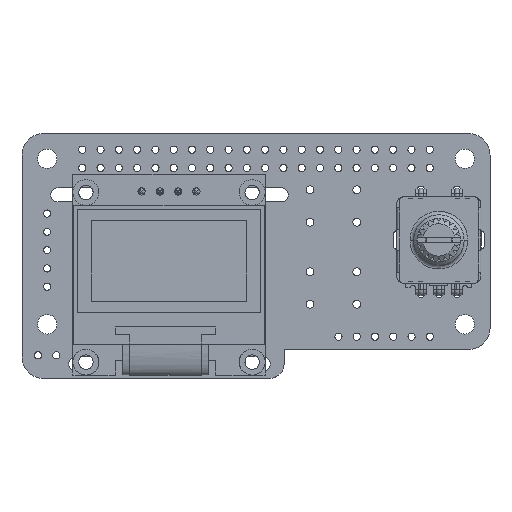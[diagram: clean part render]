
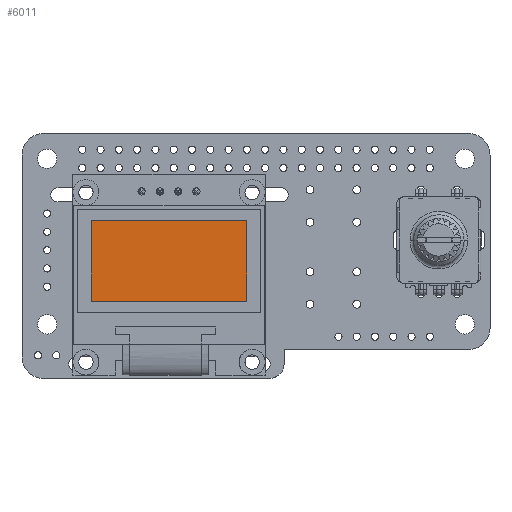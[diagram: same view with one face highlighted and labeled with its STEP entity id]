
A CAD part, top view. The second image highlights one B-rep face of the part: STEP entity #6011.
In plain terms, the highlighted free-form (B-spline) face has degree [1, 1] with [2, 2] control points.
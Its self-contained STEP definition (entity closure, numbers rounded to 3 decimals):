
#5616 = B_SPLINE_SURFACE_WITH_KNOTS('',1,1,(
    (#5617,#5618)
    ,(#5619,#5620
    )),.UNSPECIFIED.,.F.,.F.,.F.,(2,2),(2,2),(-0.01,0.),(-11.22,0.),
  .PIECEWISE_BEZIER_KNOTS.);
#5617 = CARTESIAN_POINT('',(-23.55,-8.054,1.255));
#5618 = CARTESIAN_POINT('',(-23.55,3.166,1.255));
#5619 = CARTESIAN_POINT('',(-23.55,-8.054,1.265));
#5620 = CARTESIAN_POINT('',(-23.55,3.166,1.265));
#5641 = B_SPLINE_SURFACE_WITH_KNOTS('',1,1,(
    (#5642,#5643)
    ,(#5644,#5645
    )),.UNSPECIFIED.,.F.,.F.,.F.,(2,2),(2,2),(-0.01,0.),(0.,21.56),
  .PIECEWISE_BEZIER_KNOTS.);
#5642 = CARTESIAN_POINT('',(-45.11,-8.054,1.255));
#5643 = CARTESIAN_POINT('',(-23.55,-8.054,1.255));
#5644 = CARTESIAN_POINT('',(-45.11,-8.054,1.265));
#5645 = CARTESIAN_POINT('',(-23.55,-8.054,1.265));
#5666 = B_SPLINE_SURFACE_WITH_KNOTS('',1,1,(
    (#5667,#5668)
    ,(#5669,#5670
    )),.UNSPECIFIED.,.F.,.F.,.F.,(2,2),(2,2),(0.,0.01),(-11.22,0.),
  .PIECEWISE_BEZIER_KNOTS.);
#5667 = CARTESIAN_POINT('',(-45.11,-8.054,1.265));
#5668 = CARTESIAN_POINT('',(-45.11,3.166,1.265));
#5669 = CARTESIAN_POINT('',(-45.11,-8.054,1.255));
#5670 = CARTESIAN_POINT('',(-45.11,3.166,1.255));
#5689 = B_SPLINE_SURFACE_WITH_KNOTS('',1,1,(
    (#5690,#5691)
    ,(#5692,#5693
    )),.UNSPECIFIED.,.F.,.F.,.F.,(2,2),(2,2),(0.,0.01),(0.,21.56),
  .PIECEWISE_BEZIER_KNOTS.);
#5690 = CARTESIAN_POINT('',(-45.11,3.166,1.265));
#5691 = CARTESIAN_POINT('',(-23.55,3.166,1.265));
#5692 = CARTESIAN_POINT('',(-45.11,3.166,1.255));
#5693 = CARTESIAN_POINT('',(-23.55,3.166,1.255));
#5839 = VERTEX_POINT('',#5840);
#5840 = CARTESIAN_POINT('',(-45.11,-8.054,1.265));
#5858 = EDGE_CURVE('',#5839,#5859,#5861,.T.);
#5859 = VERTEX_POINT('',#5860);
#5860 = CARTESIAN_POINT('',(-23.55,-8.054,1.265));
#5861 = SURFACE_CURVE('',#5862,(#5865,#5871),.PCURVE_S1.);
#5862 = B_SPLINE_CURVE_WITH_KNOTS('',1,(#5863,#5864),.UNSPECIFIED.,.F.,
  .F.,(2,2),(0.,21.56),.PIECEWISE_BEZIER_KNOTS.);
#5863 = CARTESIAN_POINT('',(-45.11,-8.054,1.265));
#5864 = CARTESIAN_POINT('',(-23.55,-8.054,1.265));
#5865 = PCURVE('',#5641,#5866);
#5866 = DEFINITIONAL_REPRESENTATION('',(#5867),#5870);
#5867 = B_SPLINE_CURVE_WITH_KNOTS('',1,(#5868,#5869),.UNSPECIFIED.,.F.,
  .F.,(2,2),(0.,21.56),.PIECEWISE_BEZIER_KNOTS.);
#5868 = CARTESIAN_POINT('',(0.,0.));
#5869 = CARTESIAN_POINT('',(0.,21.56));
#5870 = ( GEOMETRIC_REPRESENTATION_CONTEXT(2) 
PARAMETRIC_REPRESENTATION_CONTEXT() REPRESENTATION_CONTEXT('2D SPACE',''
  ) );
#5871 = PCURVE('',#5872,#5877);
#5872 = B_SPLINE_SURFACE_WITH_KNOTS('',1,1,(
    (#5873,#5874)
    ,(#5875,#5876
  )),.UNSPECIFIED.,.F.,.F.,.F.,(2,2),(2,2),(-10.78,10.78),(-5.05,6.17),
  .PIECEWISE_BEZIER_KNOTS.);
#5873 = CARTESIAN_POINT('',(-45.11,-8.054,1.265));
#5874 = CARTESIAN_POINT('',(-45.11,3.166,1.265));
#5875 = CARTESIAN_POINT('',(-23.55,-8.054,1.265));
#5876 = CARTESIAN_POINT('',(-23.55,3.166,1.265));
#5877 = DEFINITIONAL_REPRESENTATION('',(#5878),#5881);
#5878 = B_SPLINE_CURVE_WITH_KNOTS('',1,(#5879,#5880),.UNSPECIFIED.,.F.,
  .F.,(2,2),(0.,21.56),.PIECEWISE_BEZIER_KNOTS.);
#5879 = CARTESIAN_POINT('',(-10.78,-5.05));
#5880 = CARTESIAN_POINT('',(10.78,-5.05));
#5881 = ( GEOMETRIC_REPRESENTATION_CONTEXT(2) 
PARAMETRIC_REPRESENTATION_CONTEXT() REPRESENTATION_CONTEXT('2D SPACE',''
  ) );
#5906 = EDGE_CURVE('',#5859,#5907,#5909,.T.);
#5907 = VERTEX_POINT('',#5908);
#5908 = CARTESIAN_POINT('',(-23.55,3.166,1.265));
#5909 = SURFACE_CURVE('',#5910,(#5913,#5919),.PCURVE_S1.);
#5910 = B_SPLINE_CURVE_WITH_KNOTS('',1,(#5911,#5912),.UNSPECIFIED.,.F.,
  .F.,(2,2),(-11.22,0.),.PIECEWISE_BEZIER_KNOTS.);
#5911 = CARTESIAN_POINT('',(-23.55,-8.054,1.265));
#5912 = CARTESIAN_POINT('',(-23.55,3.166,1.265));
#5913 = PCURVE('',#5616,#5914);
#5914 = DEFINITIONAL_REPRESENTATION('',(#5915),#5918);
#5915 = B_SPLINE_CURVE_WITH_KNOTS('',1,(#5916,#5917),.UNSPECIFIED.,.F.,
  .F.,(2,2),(-11.22,0.),.PIECEWISE_BEZIER_KNOTS.);
#5916 = CARTESIAN_POINT('',(0.,-11.22));
#5917 = CARTESIAN_POINT('',(0.,0.));
#5918 = ( GEOMETRIC_REPRESENTATION_CONTEXT(2) 
PARAMETRIC_REPRESENTATION_CONTEXT() REPRESENTATION_CONTEXT('2D SPACE',''
  ) );
#5919 = PCURVE('',#5872,#5920);
#5920 = DEFINITIONAL_REPRESENTATION('',(#5921),#5924);
#5921 = B_SPLINE_CURVE_WITH_KNOTS('',1,(#5922,#5923),.UNSPECIFIED.,.F.,
  .F.,(2,2),(-11.22,0.),.PIECEWISE_BEZIER_KNOTS.);
#5922 = CARTESIAN_POINT('',(10.78,-5.05));
#5923 = CARTESIAN_POINT('',(10.78,6.17));
#5924 = ( GEOMETRIC_REPRESENTATION_CONTEXT(2) 
PARAMETRIC_REPRESENTATION_CONTEXT() REPRESENTATION_CONTEXT('2D SPACE',''
  ) );
#5949 = EDGE_CURVE('',#5907,#5950,#5952,.T.);
#5950 = VERTEX_POINT('',#5951);
#5951 = CARTESIAN_POINT('',(-45.11,3.166,1.265));
#5952 = SURFACE_CURVE('',#5953,(#5956,#5962),.PCURVE_S1.);
#5953 = B_SPLINE_CURVE_WITH_KNOTS('',1,(#5954,#5955),.UNSPECIFIED.,.F.,
  .F.,(2,2),(-21.56,0.),.PIECEWISE_BEZIER_KNOTS.);
#5954 = CARTESIAN_POINT('',(-23.55,3.166,1.265));
#5955 = CARTESIAN_POINT('',(-45.11,3.166,1.265));
#5956 = PCURVE('',#5689,#5957);
#5957 = DEFINITIONAL_REPRESENTATION('',(#5958),#5961);
#5958 = B_SPLINE_CURVE_WITH_KNOTS('',1,(#5959,#5960),.UNSPECIFIED.,.F.,
  .F.,(2,2),(-21.56,0.),.PIECEWISE_BEZIER_KNOTS.);
#5959 = CARTESIAN_POINT('',(0.,21.56));
#5960 = CARTESIAN_POINT('',(0.,0.));
#5961 = ( GEOMETRIC_REPRESENTATION_CONTEXT(2) 
PARAMETRIC_REPRESENTATION_CONTEXT() REPRESENTATION_CONTEXT('2D SPACE',''
  ) );
#5962 = PCURVE('',#5872,#5963);
#5963 = DEFINITIONAL_REPRESENTATION('',(#5964),#5967);
#5964 = B_SPLINE_CURVE_WITH_KNOTS('',1,(#5965,#5966),.UNSPECIFIED.,.F.,
  .F.,(2,2),(-21.56,0.),.PIECEWISE_BEZIER_KNOTS.);
#5965 = CARTESIAN_POINT('',(10.78,6.17));
#5966 = CARTESIAN_POINT('',(-10.78,6.17));
#5967 = ( GEOMETRIC_REPRESENTATION_CONTEXT(2) 
PARAMETRIC_REPRESENTATION_CONTEXT() REPRESENTATION_CONTEXT('2D SPACE',''
  ) );
#5993 = EDGE_CURVE('',#5950,#5839,#5994,.T.);
#5994 = SURFACE_CURVE('',#5995,(#5998,#6004),.PCURVE_S1.);
#5995 = B_SPLINE_CURVE_WITH_KNOTS('',1,(#5996,#5997),.UNSPECIFIED.,.F.,
  .F.,(2,2),(0.,11.22),.PIECEWISE_BEZIER_KNOTS.);
#5996 = CARTESIAN_POINT('',(-45.11,3.166,1.265));
#5997 = CARTESIAN_POINT('',(-45.11,-8.054,1.265));
#5998 = PCURVE('',#5666,#5999);
#5999 = DEFINITIONAL_REPRESENTATION('',(#6000),#6003);
#6000 = B_SPLINE_CURVE_WITH_KNOTS('',1,(#6001,#6002),.UNSPECIFIED.,.F.,
  .F.,(2,2),(0.,11.22),.PIECEWISE_BEZIER_KNOTS.);
#6001 = CARTESIAN_POINT('',(0.,0.));
#6002 = CARTESIAN_POINT('',(0.,-11.22));
#6003 = ( GEOMETRIC_REPRESENTATION_CONTEXT(2) 
PARAMETRIC_REPRESENTATION_CONTEXT() REPRESENTATION_CONTEXT('2D SPACE',''
  ) );
#6004 = PCURVE('',#5872,#6005);
#6005 = DEFINITIONAL_REPRESENTATION('',(#6006),#6009);
#6006 = B_SPLINE_CURVE_WITH_KNOTS('',1,(#6007,#6008),.UNSPECIFIED.,.F.,
  .F.,(2,2),(0.,11.22),.PIECEWISE_BEZIER_KNOTS.);
#6007 = CARTESIAN_POINT('',(-10.78,6.17));
#6008 = CARTESIAN_POINT('',(-10.78,-5.05));
#6009 = ( GEOMETRIC_REPRESENTATION_CONTEXT(2) 
PARAMETRIC_REPRESENTATION_CONTEXT() REPRESENTATION_CONTEXT('2D SPACE',''
  ) );
#6011 = ADVANCED_FACE('',(#6012),#5872,.T.);
#6012 = FACE_BOUND('',#6013,.T.);
#6013 = EDGE_LOOP('',(#6014,#6015,#6016,#6017));
#6014 = ORIENTED_EDGE('',*,*,#5906,.T.);
#6015 = ORIENTED_EDGE('',*,*,#5949,.T.);
#6016 = ORIENTED_EDGE('',*,*,#5993,.T.);
#6017 = ORIENTED_EDGE('',*,*,#5858,.T.);
